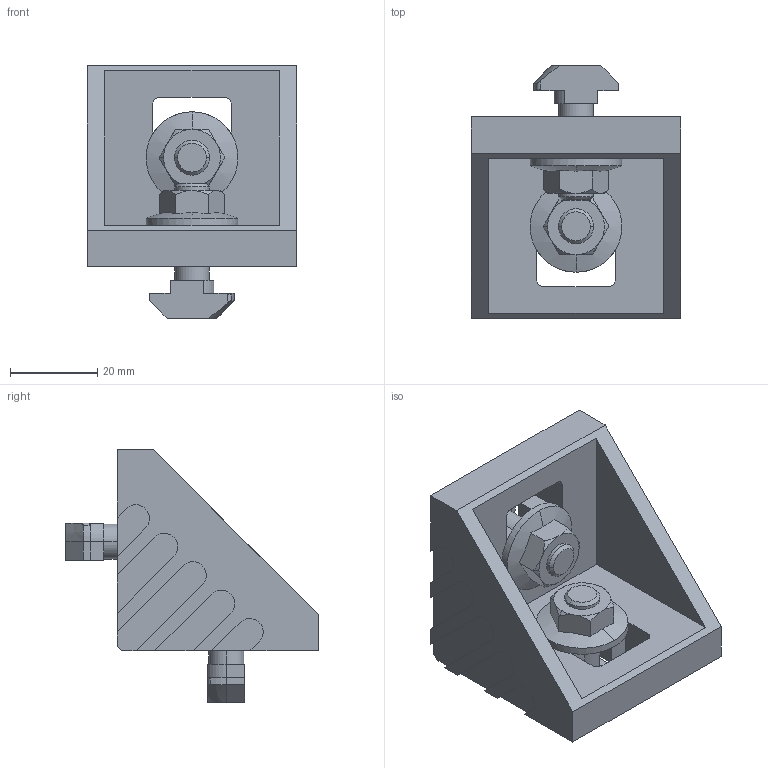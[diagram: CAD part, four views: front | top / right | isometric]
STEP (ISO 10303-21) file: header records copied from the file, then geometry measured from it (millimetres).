
FILE_DESCRIPTION (( 'STEP AP214' ), '1' );
FILE_NAME ('62611301', '2019-02-04T09:38:02', ( '' ), ('JUGARD+KÜNSTNER GmbH'), 'SwSTEP 2.0', 'SolidWorks 2017', '' );
FILE_SCHEMA (( 'AUTOMOTIVE_DESIGN' ));
Length unit declared in the file: millimetre
Products named in the file (1): 62611301_CNAJF00
Bounding box: 48 x 57.7 x 57.7 mm (x, y, z)
Surface area: 18077.4 mm2 (no closed solid volume)
Topology: 0 solids, 1 shells, 213 faces, 624 edges, 408 vertices
Faces by surface type: plane 128, cylinder 51, cone 22, bspline 12
Entity records: 8526 total; most frequent: CARTESIAN_POINT 1806, ORIENTED_EDGE 1202, DIRECTION 1110, EDGE_CURVE 624, VERTEX_POINT 408, LINE 406, VECTOR 406, AXIS2_PLACEMENT_3D 352
